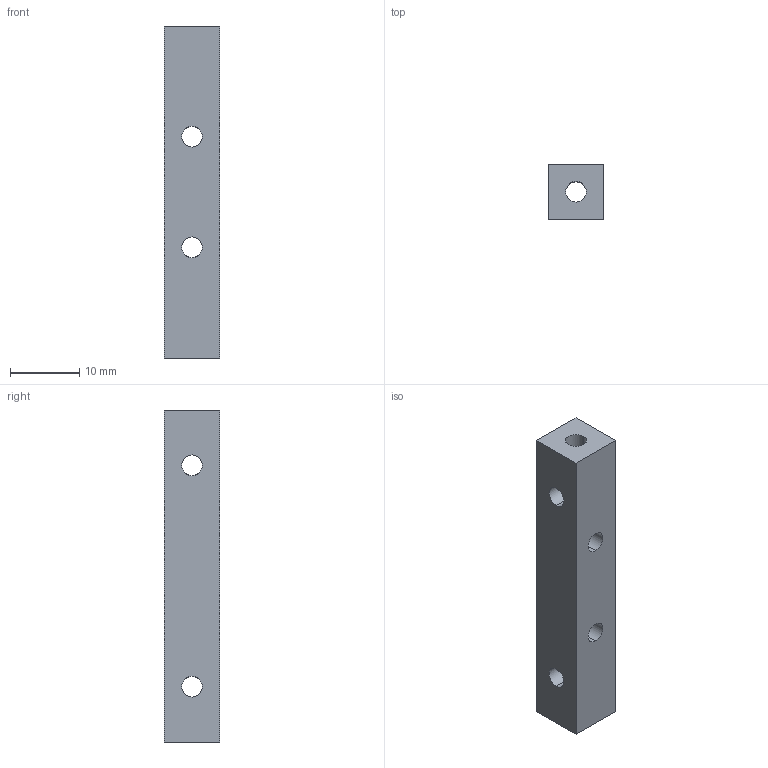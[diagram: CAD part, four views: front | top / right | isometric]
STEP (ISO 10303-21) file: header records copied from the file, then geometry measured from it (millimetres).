
FILE_DESCRIPTION (( 'STEP AP203' ), '1' );
FILE_NAME ('酗源极嘐隅x8.STEP', '2024-11-05T11:20:18', ( '' ), ( '' ), 'SwSTEP 2.0', 'SolidWorks 2020', '' );
FILE_SCHEMA (( 'CONFIG_CONTROL_DESIGN' ));
Length unit declared in the file: millimetre
Products named in the file (1): 酗源极嘐隅x8
Bounding box: 8 x 8 x 48 mm (x, y, z)
Volume: 2578.5 mm3; surface area: 2203.3 mm2
Topology: 1 solids, 1 shells, 32 faces, 90 edges, 52 vertices
Faces by surface type: cylinder 26, plane 6
Entity records: 1115 total; most frequent: CARTESIAN_POINT 271, ORIENTED_EDGE 180, DIRECTION 144, EDGE_CURVE 90, AXIS2_PLACEMENT_3D 53, VERTEX_POINT 52, EDGE_LOOP 42, VECTOR 38
